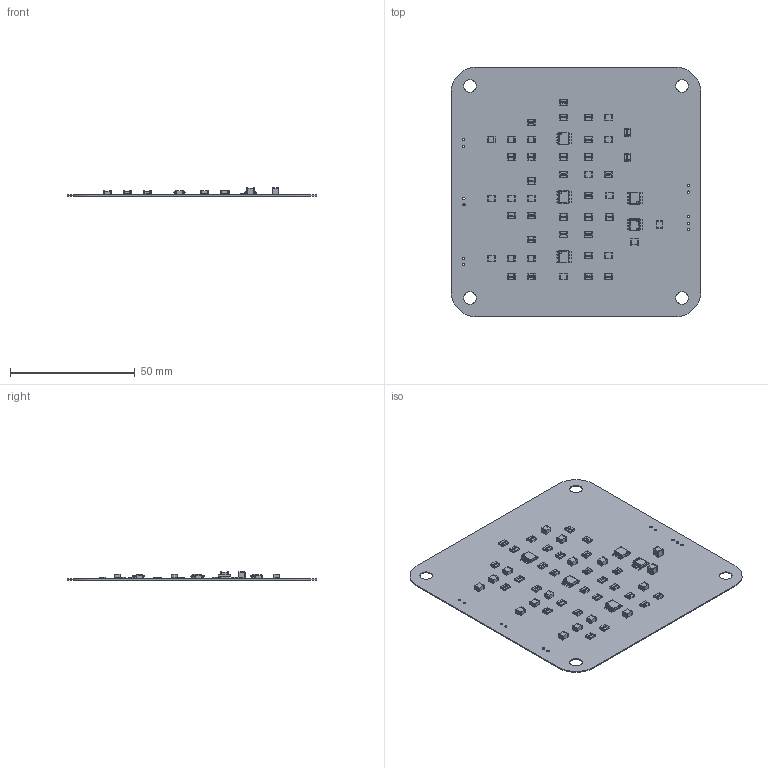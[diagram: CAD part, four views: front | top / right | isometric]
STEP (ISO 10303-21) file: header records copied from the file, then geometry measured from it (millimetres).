
FILE_DESCRIPTION(('Open CASCADE Model'),'2;1');
FILE_NAME('Open CASCADE Shape Model','2021-07-31T13:22:27',('Author'),( 'Open CASCADE'),'Open CASCADE STEP processor 6.8','Open CASCADE 6.8' ,'Unknown');
FILE_SCHEMA(('AUTOMOTIVE_DESIGN { 1 0 10303 214 1 1 1 1 }'));
Length unit declared in the file: millimetre
Products named in the file (64): PCB; Board; Open CASCADE STEP translator 6.8 1.1.1; R24; RES_-_1210; R21; R18; R23; R22; U1; IC_Texas_Instruments_ISO7220ADR_eec; IC_BODY; circle; IC_LEG; Texas_Instruments; IC_LEG_MIR8; R28; R27; R26; R25; R20; R19; R17; R16; R15; R14; R13; R12; R11; R10; R3; R6; R9; R2; R5; R8; R4; R1; R7; IC4 ...
Assembly tree (113 placements, depth 4):
  PCB
    Board
      Open CASCADE STEP translator 6.8 1.1.1
    R24
      RES_-_1210
    R21
      RES_-_1210
    R18
      RES_-_1210
    R23
      RES_-_1210
    R22
      RES_-_1210
    U1
      IC_Texas_Instruments_ISO7220ADR_eec
        IC_BODY
        circle
        IC_LEG  x4
        Texas_Instruments
        IC_LEG_MIR8  x4
    R28
      RES_-_1210
    R27
      RES_-_1210
    R26
      RES_-_1210
    R25
      RES_-_1210
    R20
      RES_-_1210
    R19
      RES_-_1210
    R17
      RES_-_1210
    R16
      RES_-_1210
    R15
      RES_-_1210
    R14
      RES_-_1210
    R13
      RES_-_1210
    R12
      RES_-_1210
    R11
      RES_-_1210
    R10
      RES_-_1210
    R3
      RES_-_1210
    R6
      RES_-_1210
    R9
      RES_-_1210
    R2
      RES_-_1210
    R5
      RES_-_1210
    R8
      RES_-_1210
Bounding box: 100 x 100 x 3.21 mm (x, y, z)
Volume: 4569 mm3; surface area: 21501.2 mm2
Topology: 78 solids, 78 shells, 3906 faces, 11115 edges, 7365 vertices
Faces by surface type: cylinder 1398, plane 1381, torus 560, sphere 401, bspline 166
Full cylindrical faces by diameter (mm): 0.4 x1, 0.9 x11, 5 x4
Entity records: 31285 total; most frequent: CARTESIAN_POINT 7330, ORIENTED_EDGE 4582, DIRECTION 3957, EDGE_CURVE 2291, VERTEX_POINT 1493, LINE 1481, VECTOR 1481, AXIS2_PLACEMENT_3D 1238
